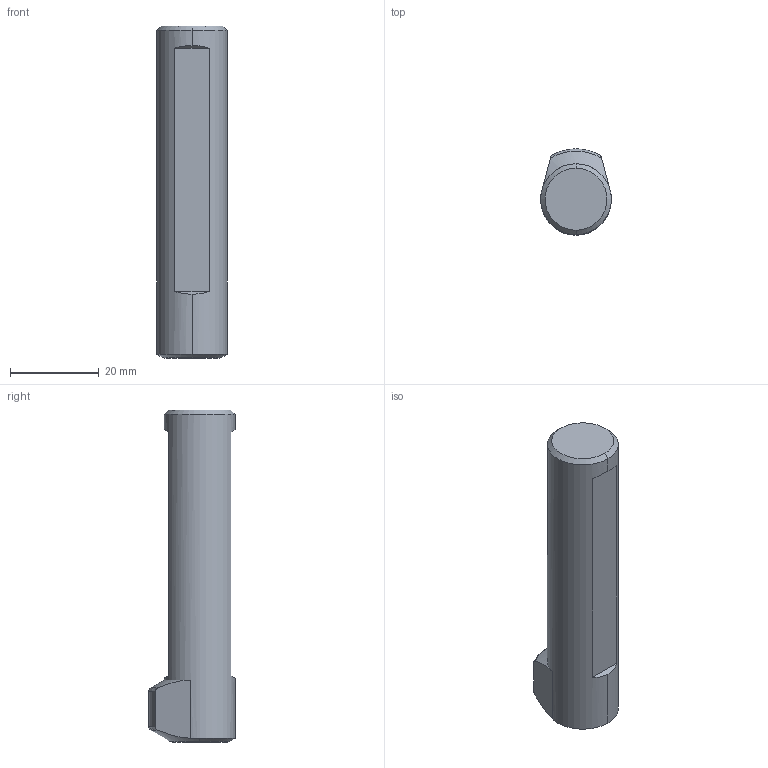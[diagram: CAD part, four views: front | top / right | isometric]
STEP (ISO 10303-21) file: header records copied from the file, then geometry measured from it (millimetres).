
FILE_DESCRIPTION(/* description */ (''),/* implementation_level */ '2;1');
FILE_NAME(/* name */ '1585890142099.stp',/* time_stamp */ '2020-04-03T10:32:41+05:00',/* author */ (''),/* organization */ ('SMS'),/* preprocessor_version */ 'ST-DEVELOPER v16.7',/* originating_system */ 'SIEMENS PLM Software NX 12.0',/* authorisation */ '');
FILE_SCHEMA (('AUTOMOTIVE_DESIGN { 1 0 10303 214 3 1 1 1 }'));
Length unit declared in the file: millimetre
Products named in the file (1): 202844337mod000_00
Bounding box: 16 x 19.5 x 75 mm (x, y, z)
Volume: 13240.7 mm3; surface area: 5097.5 mm2
Topology: 1 solids, 1 shells, 24 faces, 61 edges, 43 vertices
Faces by surface type: plane 11, cone 5, torus 4, cylinder 4
Full cylindrical faces by diameter (mm): 8 x1
Entity records: 877 total; most frequent: CARTESIAN_POINT 223, ORIENTED_EDGE 128, DIRECTION 128, EDGE_CURVE 64, AXIS2_PLACEMENT_3D 52, VERTEX_POINT 44, EDGE_LOOP 26, LINE 24
